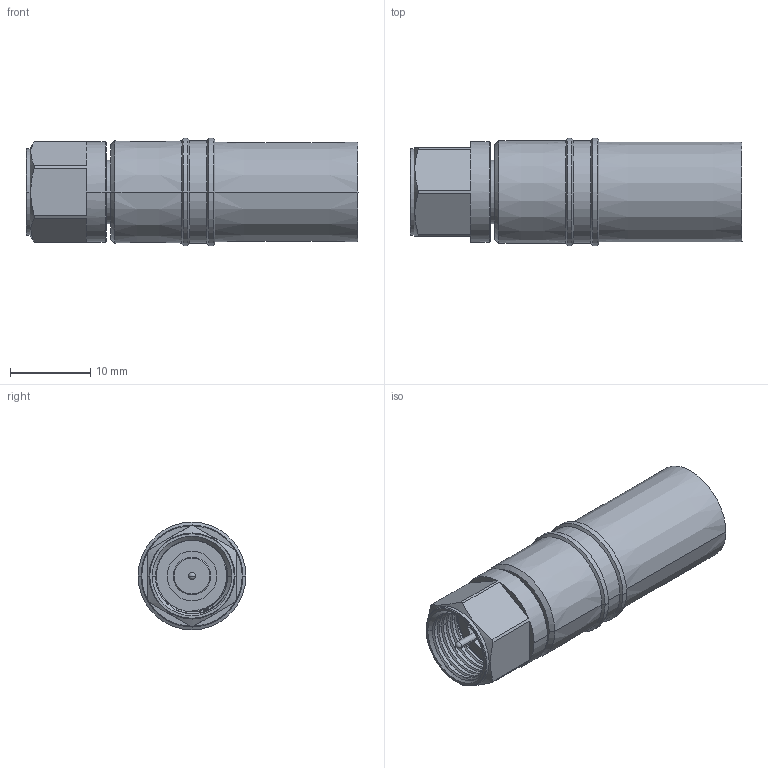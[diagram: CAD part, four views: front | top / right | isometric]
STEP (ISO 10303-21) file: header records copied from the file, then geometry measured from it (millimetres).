
FILE_DESCRIPTION (( 'STEP AP214' ), '1' );
FILE_NAME ('EZ-400-FM-75-X-LC_3D.step', '2025-02-27T21:29:44', ( '' ), ( '' ), 'SwSTEP 2.0', 'SolidWorks 2022', '' );
FILE_SCHEMA (( 'AUTOMOTIVE_DESIGN' ));
Length unit declared in the file: millimetre
Products named in the file (1): EZ-400-FM-75-X-LC_3D
Bounding box: 41.3 x 13.4 x 13.4 mm (x, y, z)
Volume: 3314.8 mm3; surface area: 3891.4 mm2
Topology: 2 solids, 2 shells, 127 faces, 290 edges, 180 vertices
Faces by surface type: cone 46, cylinder 43, plane 32, bspline 4, sphere 2
Entity records: 5512 total; most frequent: CARTESIAN_POINT 2656, DIRECTION 611, ORIENTED_EDGE 574, EDGE_CURVE 287, AXIS2_PLACEMENT_3D 255, VERTEX_POINT 179, EDGE_LOOP 144, CIRCLE 131
